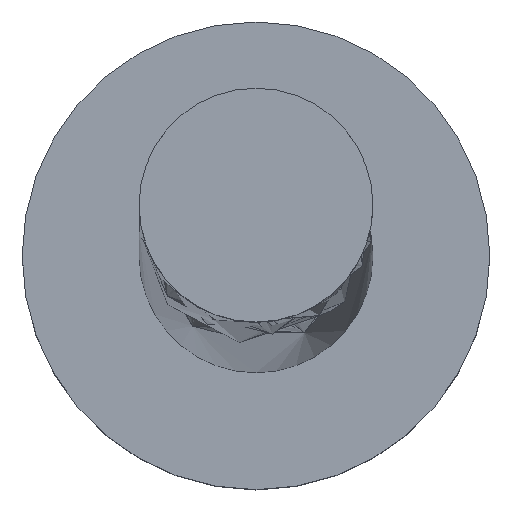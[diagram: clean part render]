
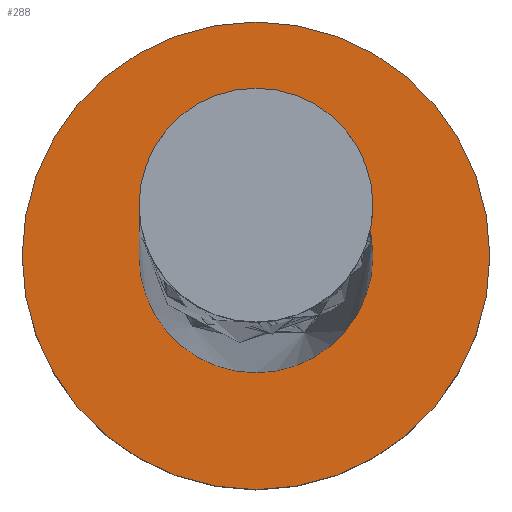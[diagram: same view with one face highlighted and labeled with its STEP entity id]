
A CAD part, top view. The second image highlights one B-rep face of the part: STEP entity #288.
In plain terms, the highlighted planar face has unit normal (0, 0, 1).
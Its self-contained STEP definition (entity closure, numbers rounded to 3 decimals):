
#32 = CARTESIAN_POINT ( 'NONE',  ( 4., 0., 3. ) ) ;
#157 = EDGE_LOOP ( 'NONE', ( #627, #695 ) ) ;
#198 = CARTESIAN_POINT ( 'NONE',  ( 0., 0., 3. ) ) ;
#288 = ADVANCED_FACE ( 'NONE', ( #780, #824 ), #1243, .T. ) ;
#339 = VERTEX_POINT ( 'NONE', #32 ) ;
#344 = CARTESIAN_POINT ( 'NONE',  ( 2., 0., 3. ) ) ;
#373 = DIRECTION ( 'NONE',  ( 0., 0., 1. ) ) ;
#425 = CARTESIAN_POINT ( 'NONE',  ( -2., 0., 3. ) ) ;
#562 = CARTESIAN_POINT ( 'NONE',  ( -4., 0., 3. ) ) ;
#574 = EDGE_CURVE ( 'NONE', #1689, #339, #1495, .T. ) ;
#627 = ORIENTED_EDGE ( 'NONE', *, *, #1510, .F. ) ;
#641 = VERTEX_POINT ( 'NONE', #344 ) ;
#695 = ORIENTED_EDGE ( 'NONE', *, *, #1220, .F. ) ;
#720 = DIRECTION ( 'NONE',  ( 0., 0., 1. ) ) ;
#747 = DIRECTION ( 'NONE',  ( 1., 0., 0. ) ) ;
#780 = FACE_BOUND ( 'NONE', #157, .T. ) ;
#798 = CIRCLE ( 'NONE', #1050, 2. ) ;
#824 = FACE_OUTER_BOUND ( 'NONE', #1770, .T. ) ;
#830 = CIRCLE ( 'NONE', #1151, 4. ) ;
#847 = CARTESIAN_POINT ( 'NONE',  ( 0., 0., 3. ) ) ;
#960 = ORIENTED_EDGE ( 'NONE', *, *, #574, .T. ) ;
#1024 = CARTESIAN_POINT ( 'NONE',  ( 0., 0., 3. ) ) ;
#1032 = DIRECTION ( 'NONE',  ( 1., 0., 0. ) ) ;
#1050 = AXIS2_PLACEMENT_3D ( 'NONE', #1024, #1637, #1773 ) ;
#1151 = AXIS2_PLACEMENT_3D ( 'NONE', #1631, #1815, #1674 ) ;
#1208 = VERTEX_POINT ( 'NONE', #425 ) ;
#1220 = EDGE_CURVE ( 'NONE', #641, #1208, #798, .T. ) ;
#1237 = CARTESIAN_POINT ( 'NONE',  ( 0., 0., 3. ) ) ;
#1242 = CIRCLE ( 'NONE', #1632, 2. ) ;
#1243 = PLANE ( 'NONE',  #1921 ) ;
#1399 = ORIENTED_EDGE ( 'NONE', *, *, #1850, .T. ) ;
#1495 = CIRCLE ( 'NONE', #1796, 4. ) ;
#1510 = EDGE_CURVE ( 'NONE', #1208, #641, #1242, .T. ) ;
#1631 = CARTESIAN_POINT ( 'NONE',  ( 0., 0., 3. ) ) ;
#1632 = AXIS2_PLACEMENT_3D ( 'NONE', #847, #720, #1032 ) ;
#1637 = DIRECTION ( 'NONE',  ( 0., 0., 1. ) ) ;
#1674 = DIRECTION ( 'NONE',  ( 1., 0., 0. ) ) ;
#1689 = VERTEX_POINT ( 'NONE', #562 ) ;
#1770 = EDGE_LOOP ( 'NONE', ( #960, #1399 ) ) ;
#1773 = DIRECTION ( 'NONE',  ( 1., 0., 0. ) ) ;
#1796 = AXIS2_PLACEMENT_3D ( 'NONE', #1237, #1856, #747 ) ;
#1815 = DIRECTION ( 'NONE',  ( 0., 0., 1. ) ) ;
#1850 = EDGE_CURVE ( 'NONE', #339, #1689, #830, .T. ) ;
#1856 = DIRECTION ( 'NONE',  ( 0., 0., 1. ) ) ;
#1901 = DIRECTION ( 'NONE',  ( 1., 0., 0. ) ) ;
#1921 = AXIS2_PLACEMENT_3D ( 'NONE', #198, #373, #1901 ) ;
